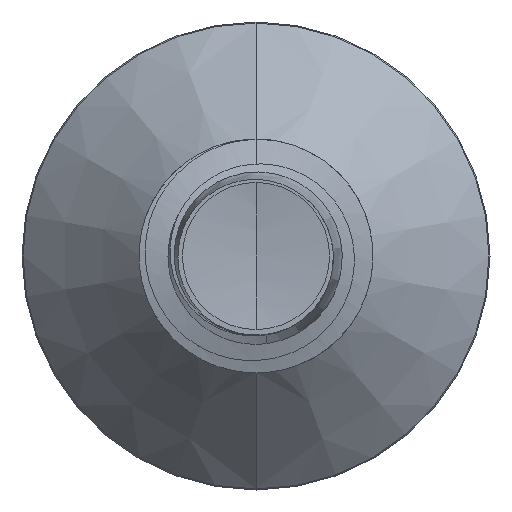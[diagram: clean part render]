
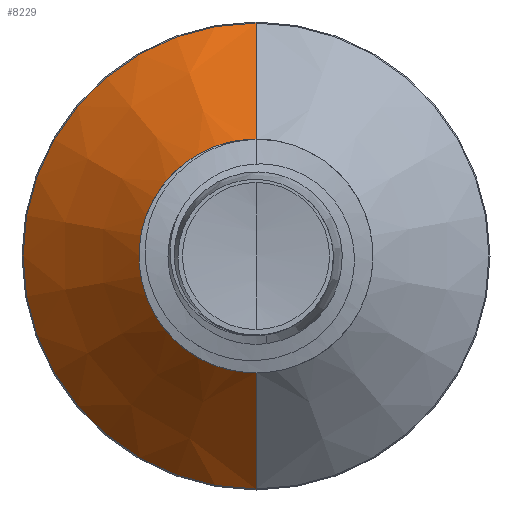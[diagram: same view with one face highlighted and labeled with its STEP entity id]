
A CAD part, front view. The second image highlights one B-rep face of the part: STEP entity #8229.
In plain terms, the highlighted conical face has half-angle 45 degrees and reference radius 0.996 mm.
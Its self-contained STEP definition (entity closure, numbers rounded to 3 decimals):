
#191 = LINE ( 'NONE', #2106, #10477 ) ;
#499 = VERTEX_POINT ( 'NONE', #3597 ) ;
#1239 = CARTESIAN_POINT ( 'NONE',  ( 0., 2.146, -0.996 ) ) ;
#1327 = EDGE_LOOP ( 'NONE', ( #3660, #6470, #6268, #10258 ) ) ;
#1328 = EDGE_CURVE ( 'NONE', #9569, #499, #191, .T. ) ;
#1627 = CIRCLE ( 'NONE', #5272, 0.996 ) ;
#2106 = CARTESIAN_POINT ( 'NONE',  ( 0., 2.146, 0.996 ) ) ;
#2212 = CIRCLE ( 'NONE', #6739, 1.991 ) ;
#2654 = CARTESIAN_POINT ( 'NONE',  ( 0., 2.146, -0.996 ) ) ;
#3014 = FACE_OUTER_BOUND ( 'NONE', #1327, .T. ) ;
#3088 = DIRECTION ( 'NONE',  ( 0., 1., 0. ) ) ;
#3379 = CARTESIAN_POINT ( 'NONE',  ( 0., 2.146, 0.996 ) ) ;
#3521 = VECTOR ( 'NONE', #4657, 1000. ) ;
#3597 = CARTESIAN_POINT ( 'NONE',  ( 0., 3.141, 1.991 ) ) ;
#3660 = ORIENTED_EDGE ( 'NONE', *, *, #4019, .F. ) ;
#4019 = EDGE_CURVE ( 'NONE', #10346, #10802, #11380, .T. ) ;
#4492 = DIRECTION ( 'NONE',  ( 0., 1., 0. ) ) ;
#4519 = DIRECTION ( 'NONE',  ( 0., 0., 1. ) ) ;
#4657 = DIRECTION ( 'NONE',  ( 0., 0.707, -0.707 ) ) ;
#5272 = AXIS2_PLACEMENT_3D ( 'NONE', #9001, #3088, #9996 ) ;
#5344 = CONICAL_SURFACE ( 'NONE', #10737, 0.996, 0.785 ) ;
#5740 = EDGE_CURVE ( 'NONE', #10346, #9569, #1627, .T. ) ;
#6268 = ORIENTED_EDGE ( 'NONE', *, *, #1328, .T. ) ;
#6470 = ORIENTED_EDGE ( 'NONE', *, *, #5740, .T. ) ;
#6739 = AXIS2_PLACEMENT_3D ( 'NONE', #10403, #4492, #11385 ) ;
#8047 = DIRECTION ( 'NONE',  ( 0., 0.707, 0.707 ) ) ;
#8229 = ADVANCED_FACE ( 'NONE', ( #3014 ), #5344, .T. ) ;
#8552 = CARTESIAN_POINT ( 'NONE',  ( 0., 3.141, -1.991 ) ) ;
#9001 = CARTESIAN_POINT ( 'NONE',  ( 0., 2.146, 0. ) ) ;
#9569 = VERTEX_POINT ( 'NONE', #3379 ) ;
#9996 = DIRECTION ( 'NONE',  ( 0., 0., 1. ) ) ;
#10258 = ORIENTED_EDGE ( 'NONE', *, *, #10719, .F. ) ;
#10346 = VERTEX_POINT ( 'NONE', #1239 ) ;
#10403 = CARTESIAN_POINT ( 'NONE',  ( 0., 3.141, 0. ) ) ;
#10429 = DIRECTION ( 'NONE',  ( 0., 1., 0. ) ) ;
#10477 = VECTOR ( 'NONE', #8047, 1000. ) ;
#10719 = EDGE_CURVE ( 'NONE', #10802, #499, #2212, .T. ) ;
#10737 = AXIS2_PLACEMENT_3D ( 'NONE', #11413, #10429, #4519 ) ;
#10802 = VERTEX_POINT ( 'NONE', #8552 ) ;
#11380 = LINE ( 'NONE', #2654, #3521 ) ;
#11385 = DIRECTION ( 'NONE',  ( 0., 0., 1. ) ) ;
#11413 = CARTESIAN_POINT ( 'NONE',  ( 0., 2.146, 0. ) ) ;
